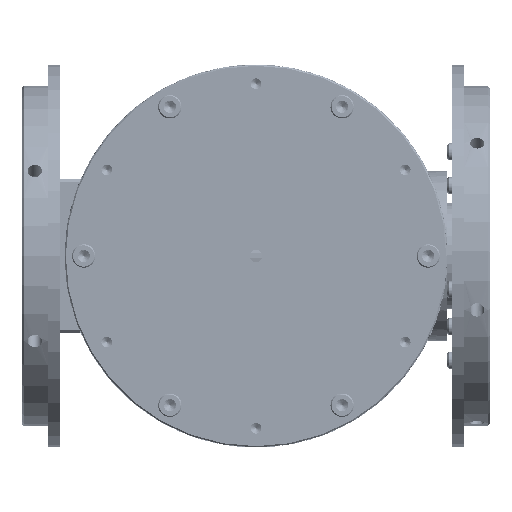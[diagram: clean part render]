
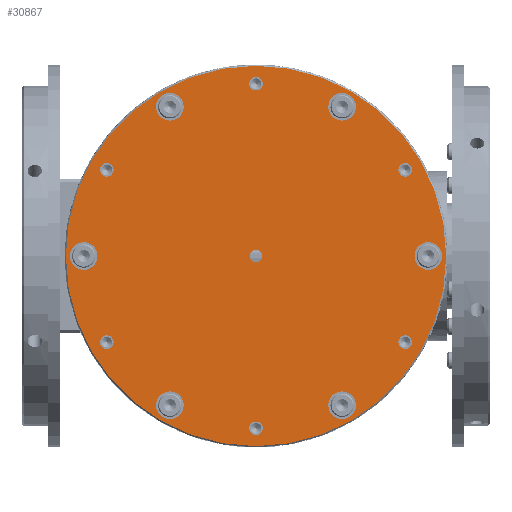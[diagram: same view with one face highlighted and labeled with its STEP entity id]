
A CAD part, front view. The second image highlights one B-rep face of the part: STEP entity #30867.
In plain terms, the highlighted planar face has unit normal (0, -1, 0).
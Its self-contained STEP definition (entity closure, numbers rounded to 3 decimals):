
#30867 = ADVANCED_FACE('',(#30868,#30879,#30890,#30901,#30912,#30923,
    #30934,#30945,#30956,#30967,#30978,#30989,#31000,#31011),#31022,.F.
  );
#30868 = FACE_BOUND('',#30869,.T.);
#30869 = EDGE_LOOP('',(#30870));
#30870 = ORIENTED_EDGE('',*,*,#30871,.T.);
#30871 = EDGE_CURVE('',#30872,#30872,#30874,.T.);
#30872 = VERTEX_POINT('',#30873);
#30873 = CARTESIAN_POINT('',(0.,-18.3,44.7));
#30874 = CIRCLE('',#30875,44.7);
#30875 = AXIS2_PLACEMENT_3D('',#30876,#30877,#30878);
#30876 = CARTESIAN_POINT('',(0.,-18.3,0.)
  );
#30877 = DIRECTION('',(0.,-1.,0.));
#30878 = DIRECTION('',(0.,0.,1.));
#30879 = FACE_BOUND('',#30880,.T.);
#30880 = EDGE_LOOP('',(#30881));
#30881 = ORIENTED_EDGE('',*,*,#30882,.F.);
#30882 = EDGE_CURVE('',#30883,#30883,#30885,.T.);
#30883 = VERTEX_POINT('',#30884);
#30884 = CARTESIAN_POINT('',(35.074,-18.3,-21.85));
#30885 = CIRCLE('',#30886,1.6);
#30886 = AXIS2_PLACEMENT_3D('',#30887,#30888,#30889);
#30887 = CARTESIAN_POINT('',(35.074,-18.3,-20.25));
#30888 = DIRECTION('',(0.,-1.,0.));
#30889 = DIRECTION('',(0.,0.,-1.));
#30890 = FACE_BOUND('',#30891,.T.);
#30891 = EDGE_LOOP('',(#30892));
#30892 = ORIENTED_EDGE('',*,*,#30893,.F.);
#30893 = EDGE_CURVE('',#30894,#30894,#30896,.T.);
#30894 = VERTEX_POINT('',#30895);
#30895 = CARTESIAN_POINT('',(35.074,-18.3,18.65));
#30896 = CIRCLE('',#30897,1.6);
#30897 = AXIS2_PLACEMENT_3D('',#30898,#30899,#30900);
#30898 = CARTESIAN_POINT('',(35.074,-18.3,20.25));
#30899 = DIRECTION('',(0.,-1.,0.));
#30900 = DIRECTION('',(0.,0.,-1.));
#30901 = FACE_BOUND('',#30902,.T.);
#30902 = EDGE_LOOP('',(#30903));
#30903 = ORIENTED_EDGE('',*,*,#30904,.F.);
#30904 = EDGE_CURVE('',#30905,#30905,#30907,.T.);
#30905 = VERTEX_POINT('',#30906);
#30906 = CARTESIAN_POINT('',(-35.074,-18.3,18.65));
#30907 = CIRCLE('',#30908,1.6);
#30908 = AXIS2_PLACEMENT_3D('',#30909,#30910,#30911);
#30909 = CARTESIAN_POINT('',(-35.074,-18.3,20.25));
#30910 = DIRECTION('',(0.,-1.,0.));
#30911 = DIRECTION('',(0.,0.,-1.));
#30912 = FACE_BOUND('',#30913,.T.);
#30913 = EDGE_LOOP('',(#30914));
#30914 = ORIENTED_EDGE('',*,*,#30915,.F.);
#30915 = EDGE_CURVE('',#30916,#30916,#30918,.T.);
#30916 = VERTEX_POINT('',#30917);
#30917 = CARTESIAN_POINT('',(-35.074,-18.3,-21.85));
#30918 = CIRCLE('',#30919,1.6);
#30919 = AXIS2_PLACEMENT_3D('',#30920,#30921,#30922);
#30920 = CARTESIAN_POINT('',(-35.074,-18.3,-20.25));
#30921 = DIRECTION('',(0.,-1.,0.));
#30922 = DIRECTION('',(0.,0.,-1.));
#30923 = FACE_BOUND('',#30924,.T.);
#30924 = EDGE_LOOP('',(#30925));
#30925 = ORIENTED_EDGE('',*,*,#30926,.F.);
#30926 = EDGE_CURVE('',#30927,#30927,#30929,.T.);
#30927 = VERTEX_POINT('',#30928);
#30928 = CARTESIAN_POINT('',(0.,-18.3,-42.1));
#30929 = CIRCLE('',#30930,1.6);
#30930 = AXIS2_PLACEMENT_3D('',#30931,#30932,#30933);
#30931 = CARTESIAN_POINT('',(0.,-18.3,-40.5));
#30932 = DIRECTION('',(0.,-1.,0.));
#30933 = DIRECTION('',(0.,0.,-1.));
#30934 = FACE_BOUND('',#30935,.T.);
#30935 = EDGE_LOOP('',(#30936));
#30936 = ORIENTED_EDGE('',*,*,#30937,.F.);
#30937 = EDGE_CURVE('',#30938,#30938,#30940,.T.);
#30938 = VERTEX_POINT('',#30939);
#30939 = CARTESIAN_POINT('',(0.,-18.3,38.9));
#30940 = CIRCLE('',#30941,1.6);
#30941 = AXIS2_PLACEMENT_3D('',#30942,#30943,#30944);
#30942 = CARTESIAN_POINT('',(0.,-18.3,40.5));
#30943 = DIRECTION('',(0.,-1.,0.));
#30944 = DIRECTION('',(0.,0.,-1.));
#30945 = FACE_BOUND('',#30946,.T.);
#30946 = EDGE_LOOP('',(#30947));
#30947 = ORIENTED_EDGE('',*,*,#30948,.F.);
#30948 = EDGE_CURVE('',#30949,#30949,#30951,.T.);
#30949 = VERTEX_POINT('',#30950);
#30950 = CARTESIAN_POINT('',(40.5,-18.3,-3.25));
#30951 = CIRCLE('',#30952,3.25);
#30952 = AXIS2_PLACEMENT_3D('',#30953,#30954,#30955);
#30953 = CARTESIAN_POINT('',(40.5,-18.3,0.));
#30954 = DIRECTION('',(0.,-1.,0.));
#30955 = DIRECTION('',(0.,0.,-1.));
#30956 = FACE_BOUND('',#30957,.T.);
#30957 = EDGE_LOOP('',(#30958));
#30958 = ORIENTED_EDGE('',*,*,#30959,.F.);
#30959 = EDGE_CURVE('',#30960,#30960,#30962,.T.);
#30960 = VERTEX_POINT('',#30961);
#30961 = CARTESIAN_POINT('',(-40.5,-18.3,-3.25));
#30962 = CIRCLE('',#30963,3.25);
#30963 = AXIS2_PLACEMENT_3D('',#30964,#30965,#30966);
#30964 = CARTESIAN_POINT('',(-40.5,-18.3,0.));
#30965 = DIRECTION('',(0.,-1.,0.));
#30966 = DIRECTION('',(0.,0.,-1.));
#30967 = FACE_BOUND('',#30968,.T.);
#30968 = EDGE_LOOP('',(#30969));
#30969 = ORIENTED_EDGE('',*,*,#30970,.F.);
#30970 = EDGE_CURVE('',#30971,#30971,#30973,.T.);
#30971 = VERTEX_POINT('',#30972);
#30972 = CARTESIAN_POINT('',(20.25,-18.3,31.824));
#30973 = CIRCLE('',#30974,3.25);
#30974 = AXIS2_PLACEMENT_3D('',#30975,#30976,#30977);
#30975 = CARTESIAN_POINT('',(20.25,-18.3,35.074));
#30976 = DIRECTION('',(0.,-1.,0.));
#30977 = DIRECTION('',(0.,0.,-1.));
#30978 = FACE_BOUND('',#30979,.T.);
#30979 = EDGE_LOOP('',(#30980));
#30980 = ORIENTED_EDGE('',*,*,#30981,.F.);
#30981 = EDGE_CURVE('',#30982,#30982,#30984,.T.);
#30982 = VERTEX_POINT('',#30983);
#30983 = CARTESIAN_POINT('',(-20.25,-18.3,31.824));
#30984 = CIRCLE('',#30985,3.25);
#30985 = AXIS2_PLACEMENT_3D('',#30986,#30987,#30988);
#30986 = CARTESIAN_POINT('',(-20.25,-18.3,35.074));
#30987 = DIRECTION('',(0.,-1.,0.));
#30988 = DIRECTION('',(0.,0.,-1.));
#30989 = FACE_BOUND('',#30990,.T.);
#30990 = EDGE_LOOP('',(#30991));
#30991 = ORIENTED_EDGE('',*,*,#30992,.F.);
#30992 = EDGE_CURVE('',#30993,#30993,#30995,.T.);
#30993 = VERTEX_POINT('',#30994);
#30994 = CARTESIAN_POINT('',(20.25,-18.3,-38.324));
#30995 = CIRCLE('',#30996,3.25);
#30996 = AXIS2_PLACEMENT_3D('',#30997,#30998,#30999);
#30997 = CARTESIAN_POINT('',(20.25,-18.3,-35.074));
#30998 = DIRECTION('',(0.,-1.,0.));
#30999 = DIRECTION('',(0.,0.,-1.));
#31000 = FACE_BOUND('',#31001,.T.);
#31001 = EDGE_LOOP('',(#31002));
#31002 = ORIENTED_EDGE('',*,*,#31003,.F.);
#31003 = EDGE_CURVE('',#31004,#31004,#31006,.T.);
#31004 = VERTEX_POINT('',#31005);
#31005 = CARTESIAN_POINT('',(-20.25,-18.3,-38.324));
#31006 = CIRCLE('',#31007,3.25);
#31007 = AXIS2_PLACEMENT_3D('',#31008,#31009,#31010);
#31008 = CARTESIAN_POINT('',(-20.25,-18.3,-35.074));
#31009 = DIRECTION('',(0.,-1.,0.));
#31010 = DIRECTION('',(0.,0.,-1.));
#31011 = FACE_BOUND('',#31012,.T.);
#31012 = EDGE_LOOP('',(#31013));
#31013 = ORIENTED_EDGE('',*,*,#31014,.T.);
#31014 = EDGE_CURVE('',#31015,#31015,#31017,.T.);
#31015 = VERTEX_POINT('',#31016);
#31016 = CARTESIAN_POINT('',(0.,-18.3,1.5));
#31017 = CIRCLE('',#31018,1.5);
#31018 = AXIS2_PLACEMENT_3D('',#31019,#31020,#31021);
#31019 = CARTESIAN_POINT('',(0.,-18.3,0.)
  );
#31020 = DIRECTION('',(0.,1.,0.));
#31021 = DIRECTION('',(0.,0.,1.));
#31022 = PLANE('',#31023);
#31023 = AXIS2_PLACEMENT_3D('',#31024,#31025,#31026);
#31024 = CARTESIAN_POINT('',(45.,-18.3,0.));
#31025 = DIRECTION('',(0.,1.,0.));
#31026 = DIRECTION('',(0.,0.,1.));
